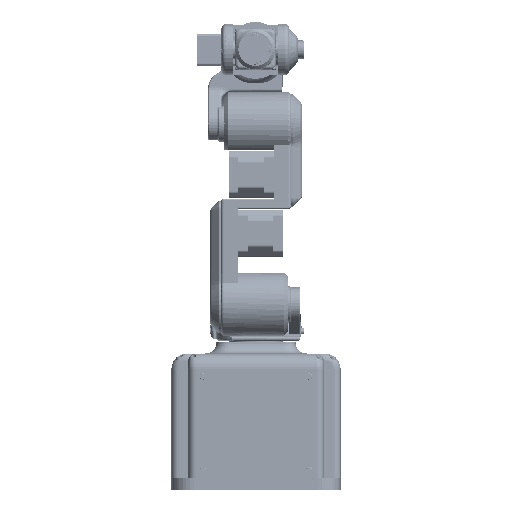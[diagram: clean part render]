
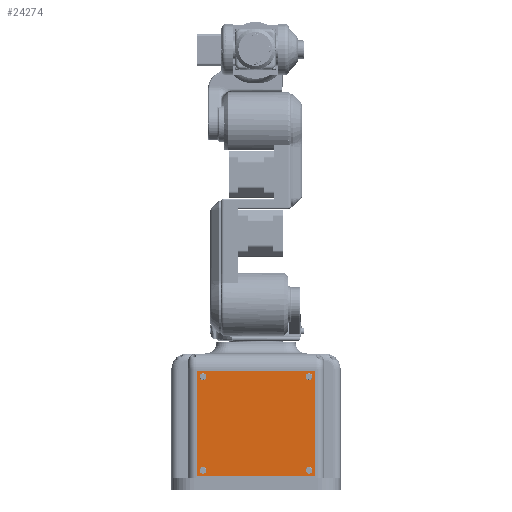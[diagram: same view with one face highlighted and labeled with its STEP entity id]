
A CAD part, front view. The second image highlights one B-rep face of the part: STEP entity #24274.
In plain terms, the highlighted planar face has unit normal (0, -1, 0).
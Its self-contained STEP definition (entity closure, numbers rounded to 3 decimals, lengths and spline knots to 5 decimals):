
#1451=LINE('',#38333,#2833);
#1455=LINE('',#38342,#2837);
#1458=LINE('',#38348,#2840);
#1461=LINE('',#38354,#2843);
#2833=VECTOR('',#30228,1.);
#2837=VECTOR('',#30234,1.);
#2840=VECTOR('',#30239,1.);
#2843=VECTOR('',#30244,1.);
#4153=PLANE('',#26408);
#5436=ORIENTED_EDGE('',*,*,#11674,.F.);
#5437=ORIENTED_EDGE('',*,*,#11675,.F.);
#5438=ORIENTED_EDGE('',*,*,#11676,.F.);
#5439=ORIENTED_EDGE('',*,*,#11677,.F.);
#5440=ORIENTED_EDGE('',*,*,#11662,.F.);
#5441=ORIENTED_EDGE('',*,*,#11666,.T.);
#5442=ORIENTED_EDGE('',*,*,#11669,.T.);
#5443=ORIENTED_EDGE('',*,*,#11672,.F.);
#11662=EDGE_CURVE('',#14861,#14862,#1451,.T.);
#11666=EDGE_CURVE('',#14861,#14865,#1455,.T.);
#11669=EDGE_CURVE('',#14865,#14867,#1458,.T.);
#11672=EDGE_CURVE('',#14862,#14867,#1461,.T.);
#11674=EDGE_CURVE('',#14869,#14869,#17131,.T.);
#11675=EDGE_CURVE('',#14870,#14870,#17132,.T.);
#11676=EDGE_CURVE('',#14871,#14871,#17133,.T.);
#11677=EDGE_CURVE('',#14872,#14872,#17134,.T.);
#14861=VERTEX_POINT('',#38334);
#14862=VERTEX_POINT('',#38335);
#14865=VERTEX_POINT('',#38343);
#14867=VERTEX_POINT('',#38349);
#14869=VERTEX_POINT('',#38359);
#14870=VERTEX_POINT('',#38361);
#14871=VERTEX_POINT('',#38363);
#14872=VERTEX_POINT('',#38365);
#17131=CIRCLE('',#26409,0.00298);
#17132=CIRCLE('',#26410,0.00298);
#17133=CIRCLE('',#26411,0.003);
#17134=CIRCLE('',#26412,0.00298);
#18846=EDGE_LOOP('',(#5436));
#18847=EDGE_LOOP('',(#5437));
#18848=EDGE_LOOP('',(#5438));
#18849=EDGE_LOOP('',(#5439));
#18850=EDGE_LOOP('',(#5440,#5441,#5442,#5443));
#21256=FACE_BOUND('',#18846,.T.);
#21257=FACE_BOUND('',#18847,.T.);
#21258=FACE_BOUND('',#18848,.T.);
#21259=FACE_BOUND('',#18849,.T.);
#21260=FACE_BOUND('',#18850,.T.);
#24274=ADVANCED_FACE('',(#21256,#21257,#21258,#21259,#21260),#4153,.T.);
#26408=AXIS2_PLACEMENT_3D('',#38357,#30248,#30249);
#26409=AXIS2_PLACEMENT_3D('',#38358,#30250,#30251);
#26410=AXIS2_PLACEMENT_3D('',#38360,#30252,#30253);
#26411=AXIS2_PLACEMENT_3D('',#38362,#30254,#30255);
#26412=AXIS2_PLACEMENT_3D('',#38364,#30256,#30257);
#30228=DIRECTION('',(1.,0.,0.));
#30234=DIRECTION('',(0.,0.,-1.));
#30239=DIRECTION('',(1.,0.,0.));
#30244=DIRECTION('',(0.,0.,-1.));
#30248=DIRECTION('',(0.,-1.,0.));
#30249=DIRECTION('',(1.,0.,0.));
#30250=DIRECTION('',(0.,-1.,0.));
#30251=DIRECTION('',(0.,0.,-1.));
#30252=DIRECTION('',(0.,-1.,0.));
#30253=DIRECTION('',(0.,0.,-1.));
#30254=DIRECTION('',(0.,-1.,0.));
#30255=DIRECTION('',(0.,0.,-1.));
#30256=DIRECTION('',(0.,-1.,0.));
#30257=DIRECTION('',(0.,0.,-1.));
#38333=CARTESIAN_POINT('',(0.1276,-0.11,-0.089));
#38334=CARTESIAN_POINT('',(0.0756,-0.11,-0.089));
#38335=CARTESIAN_POINT('',(0.1796,-0.11,-0.089));
#38342=CARTESIAN_POINT('',(0.0756,-0.11,-0.1355));
#38343=CARTESIAN_POINT('',(0.0756,-0.11,-0.182));
#38348=CARTESIAN_POINT('',(0.1276,-0.11,-0.182));
#38349=CARTESIAN_POINT('',(0.1796,-0.11,-0.182));
#38354=CARTESIAN_POINT('',(0.1796,-0.11,-0.1355));
#38357=CARTESIAN_POINT('',(0.1276,-0.11,-0.1405));
#38358=CARTESIAN_POINT('',(0.08055,-0.11,-0.17705));
#38359=CARTESIAN_POINT('',(0.08055,-0.11,-0.18003));
#38360=CARTESIAN_POINT('',(0.17465,-0.11,-0.17705));
#38361=CARTESIAN_POINT('',(0.17465,-0.11,-0.18004));
#38362=CARTESIAN_POINT('',(0.17465,-0.11,-0.09395));
#38363=CARTESIAN_POINT('',(0.17465,-0.11,-0.09695));
#38364=CARTESIAN_POINT('',(0.08055,-0.11,-0.09395));
#38365=CARTESIAN_POINT('',(0.08055,-0.11,-0.09693));
